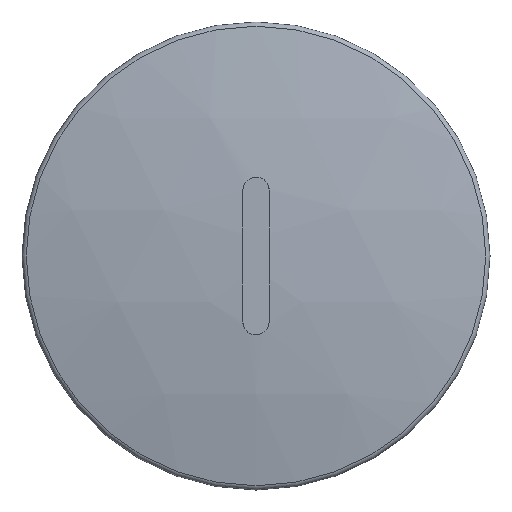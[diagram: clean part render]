
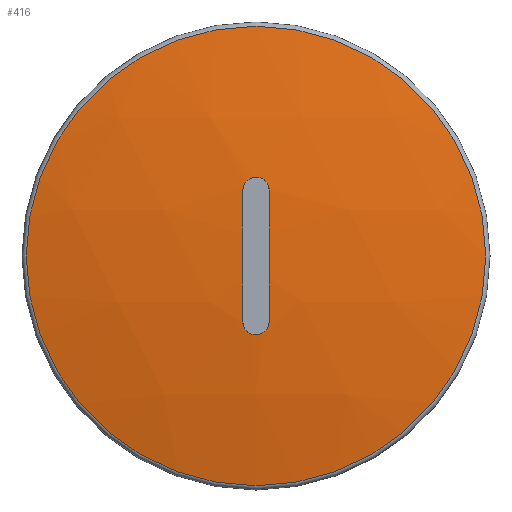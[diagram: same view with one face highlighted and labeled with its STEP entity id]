
A CAD part, left-side view. The second image highlights one B-rep face of the part: STEP entity #416.
In plain terms, the highlighted spherical face has radius 109.635 mm.
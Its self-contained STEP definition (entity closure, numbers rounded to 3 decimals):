
#43=ELLIPSE('',#466,1.242,1.24);
#44=ELLIPSE('',#468,1.242,1.24);
#45=SPHERICAL_SURFACE('',#464,109.635);
#81=FACE_BOUND('',#139,.T.);
#101=FACE_OUTER_BOUND('',#138,.T.);
#138=EDGE_LOOP('',(#328));
#139=EDGE_LOOP('',(#329,#330,#331,#332));
#184=CIRCLE('',#463,21.599);
#185=CIRCLE('',#465,109.628);
#186=CIRCLE('',#467,109.628);
#224=VERTEX_POINT('',#1201);
#225=VERTEX_POINT('',#1204);
#226=VERTEX_POINT('',#1205);
#227=VERTEX_POINT('',#1207);
#228=VERTEX_POINT('',#1209);
#267=EDGE_CURVE('',#224,#224,#184,.T.);
#268=EDGE_CURVE('',#225,#226,#185,.T.);
#269=EDGE_CURVE('',#226,#227,#43,.T.);
#270=EDGE_CURVE('',#227,#228,#186,.T.);
#271=EDGE_CURVE('',#228,#225,#44,.T.);
#328=ORIENTED_EDGE('',*,*,#267,.F.);
#329=ORIENTED_EDGE('',*,*,#268,.T.);
#330=ORIENTED_EDGE('',*,*,#269,.T.);
#331=ORIENTED_EDGE('',*,*,#270,.T.);
#332=ORIENTED_EDGE('',*,*,#271,.T.);
#416=ADVANCED_FACE('',(#101,#81),#45,.T.);
#463=AXIS2_PLACEMENT_3D('',#1202,#539,#540);
#464=AXIS2_PLACEMENT_3D('',#1203,#541,#542);
#465=AXIS2_PLACEMENT_3D('',#1206,#543,#544);
#466=AXIS2_PLACEMENT_3D('',#1208,#545,#546);
#467=AXIS2_PLACEMENT_3D('',#1210,#547,#548);
#468=AXIS2_PLACEMENT_3D('',#1211,#549,#550);
#539=DIRECTION('center_axis',(1.,0.,0.));
#540=DIRECTION('ref_axis',(0.,-1.,0.));
#541=DIRECTION('center_axis',(0.,0.,1.));
#542=DIRECTION('ref_axis',(1.,0.,0.));
#543=DIRECTION('center_axis',(0.,-1.,0.));
#544=DIRECTION('ref_axis',(0.,0.,1.));
#545=DIRECTION('center_axis',(0.998,0.,0.056));
#546=DIRECTION('ref_axis',(0.056,0.,-0.998));
#547=DIRECTION('center_axis',(0.,1.,0.));
#548=DIRECTION('ref_axis',(0.,0.,-1.));
#549=DIRECTION('center_axis',(0.998,0.,-0.056));
#550=DIRECTION('ref_axis',(0.056,0.,0.998));
#1201=CARTESIAN_POINT('',(-9.351,21.599,0.));
#1202=CARTESIAN_POINT('Origin',(-9.351,0.,
0.));
#1203=CARTESIAN_POINT('Origin',(98.135,0.,0.));
#1204=CARTESIAN_POINT('',(-11.319,-1.24,6.17));
#1205=CARTESIAN_POINT('',(-11.319,-1.24,-6.17));
#1206=CARTESIAN_POINT('Origin',(98.135,-1.24,0.));
#1207=CARTESIAN_POINT('',(-11.319,1.24,-6.17));
#1208=CARTESIAN_POINT('Origin',(-11.319,0.,
-6.17));
#1209=CARTESIAN_POINT('',(-11.319,1.24,6.17));
#1210=CARTESIAN_POINT('Origin',(98.135,1.24,0.));
#1211=CARTESIAN_POINT('Origin',(-11.319,0.,
6.17));
